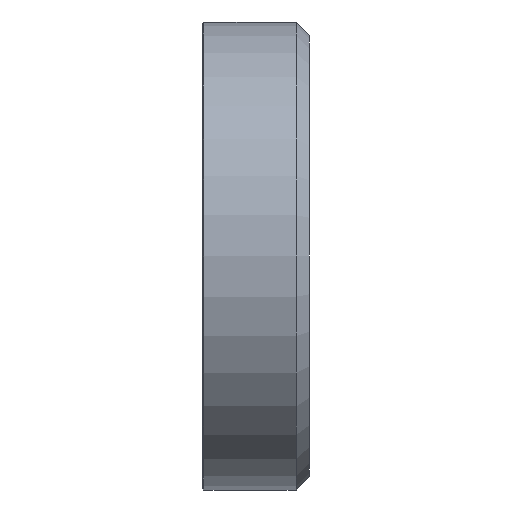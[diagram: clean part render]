
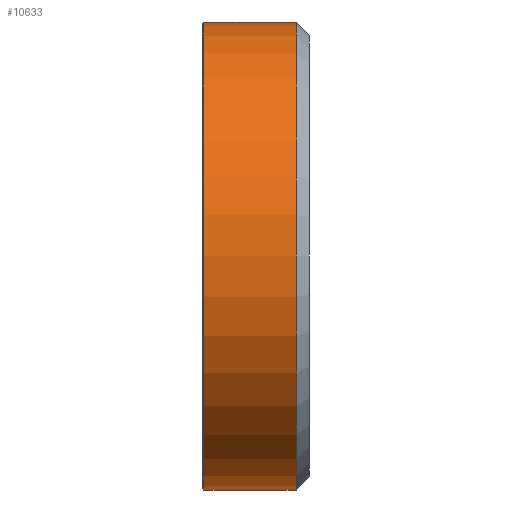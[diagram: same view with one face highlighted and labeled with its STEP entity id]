
A CAD part, left-side view. The second image highlights one B-rep face of the part: STEP entity #10633.
In plain terms, the highlighted cylindrical face has radius 53 mm (diameter 106 mm), a partial arc.
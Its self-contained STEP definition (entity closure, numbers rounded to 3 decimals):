
#1006 = ORIENTED_EDGE ( 'NONE', *, *, #1268, .T. ) ;
#1268 = EDGE_CURVE ( 'NONE', #13516, #12626, #4587, .T. ) ;
#1882 = AXIS2_PLACEMENT_3D ( 'NONE', #6148, #10051, #6336 ) ;
#1923 = VERTEX_POINT ( 'NONE', #16427 ) ;
#2020 = VECTOR ( 'NONE', #14891, 1000. ) ;
#2068 = CARTESIAN_POINT ( 'NONE',  ( 0., -0.2, 0. ) ) ;
#2323 = CIRCLE ( 'NONE', #9255, 53. ) ;
#2801 = EDGE_CURVE ( 'NONE', #1923, #10213, #7899, .T. ) ;
#3135 = ORIENTED_EDGE ( 'NONE', *, *, #9254, .T. ) ;
#3722 = ORIENTED_EDGE ( 'NONE', *, *, #4456, .F. ) ;
#3848 = CARTESIAN_POINT ( 'NONE',  ( 0., 20.7, 53. ) ) ;
#4229 = CARTESIAN_POINT ( 'NONE',  ( 0., 7., -53. ) ) ;
#4456 = EDGE_CURVE ( 'NONE', #6168, #10213, #16144, .T. ) ;
#4587 = LINE ( 'NONE', #9664, #9484 ) ;
#5576 = EDGE_LOOP ( 'NONE', ( #3722, #3135, #1006, #11702, #7461 ) ) ;
#5814 = DIRECTION ( 'NONE',  ( 0., 0., 1. ) ) ;
#5839 = EDGE_CURVE ( 'NONE', #12626, #1923, #2323, .T. ) ;
#6148 = CARTESIAN_POINT ( 'NONE',  ( 0., -250., 0. ) ) ;
#6168 = VERTEX_POINT ( 'NONE', #11055 ) ;
#6336 = DIRECTION ( 'NONE',  ( 0., 0., 1. ) ) ;
#7461 = ORIENTED_EDGE ( 'NONE', *, *, #2801, .T. ) ;
#7472 = FACE_OUTER_BOUND ( 'NONE', #5576, .T. ) ;
#7714 = CARTESIAN_POINT ( 'NONE',  ( 0., 20.7, 0. ) ) ;
#7899 = LINE ( 'NONE', #4229, #15322 ) ;
#8900 = CARTESIAN_POINT ( 'NONE',  ( 0., 8.348, -53. ) ) ;
#9254 = EDGE_CURVE ( 'NONE', #6168, #13516, #13886, .T. ) ;
#9255 = AXIS2_PLACEMENT_3D ( 'NONE', #7714, #10026, #12706 ) ;
#9484 = VECTOR ( 'NONE', #9743, 1000. ) ;
#9664 = CARTESIAN_POINT ( 'NONE',  ( 0., -250., 53. ) ) ;
#9743 = DIRECTION ( 'NONE',  ( 0., 1., 0. ) ) ;
#9808 = CARTESIAN_POINT ( 'NONE',  ( 0., -250., -53. ) ) ;
#10026 = DIRECTION ( 'NONE',  ( 0., -1., 0. ) ) ;
#10051 = DIRECTION ( 'NONE',  ( 0., 1., 0. ) ) ;
#10213 = VERTEX_POINT ( 'NONE', #8900 ) ;
#10545 = DIRECTION ( 'NONE',  ( 0., -1., 0. ) ) ;
#10633 = ADVANCED_FACE ( 'NONE', ( #7472 ), #11315, .T. ) ;
#11055 = CARTESIAN_POINT ( 'NONE',  ( 0., -0.2, -53. ) ) ;
#11315 = CYLINDRICAL_SURFACE ( 'NONE', #1882, 53. ) ;
#11702 = ORIENTED_EDGE ( 'NONE', *, *, #5839, .T. ) ;
#12145 = DIRECTION ( 'NONE',  ( 0., 1., 0. ) ) ;
#12626 = VERTEX_POINT ( 'NONE', #3848 ) ;
#12706 = DIRECTION ( 'NONE',  ( 0., 0., 1. ) ) ;
#13516 = VERTEX_POINT ( 'NONE', #14708 ) ;
#13886 = CIRCLE ( 'NONE', #16258, 53. ) ;
#14708 = CARTESIAN_POINT ( 'NONE',  ( 0., -0.2, 53. ) ) ;
#14891 = DIRECTION ( 'NONE',  ( 0., 1., 0. ) ) ;
#15322 = VECTOR ( 'NONE', #10545, 1000. ) ;
#16144 = LINE ( 'NONE', #9808, #2020 ) ;
#16258 = AXIS2_PLACEMENT_3D ( 'NONE', #2068, #12145, #5814 ) ;
#16427 = CARTESIAN_POINT ( 'NONE',  ( 0., 20.7, -53. ) ) ;
